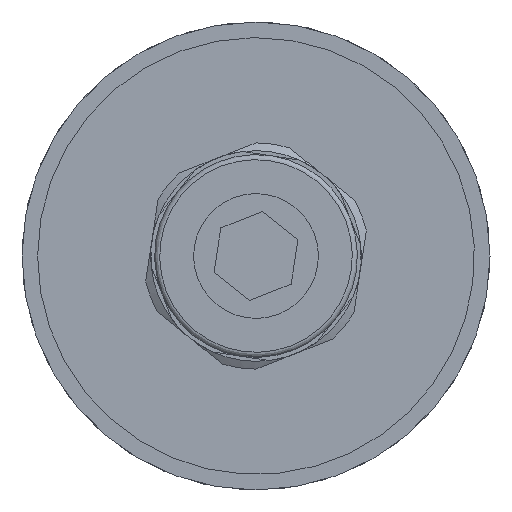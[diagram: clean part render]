
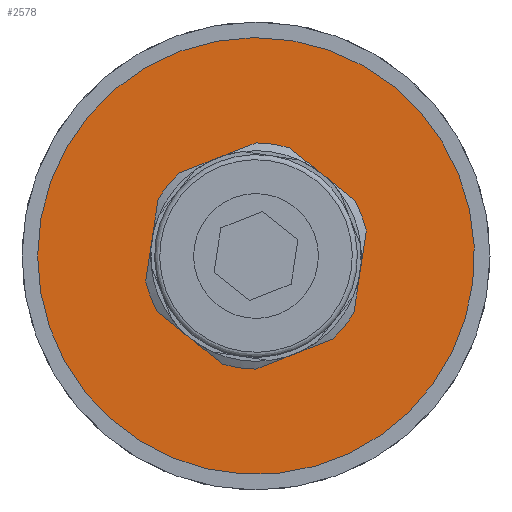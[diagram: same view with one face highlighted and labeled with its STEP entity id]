
A CAD part, left-side view. The second image highlights one B-rep face of the part: STEP entity #2578.
In plain terms, the highlighted planar face has unit normal (-1, 0, 0).
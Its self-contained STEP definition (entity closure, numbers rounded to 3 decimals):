
#1197=CARTESIAN_POINT('',(0.,-6.673,-1.014));
#1198=VERTEX_POINT('',#1197);
#1212=CARTESIAN_POINT('',(0.,-4.215,5.272));
#1213=VERTEX_POINT('',#1212);
#1214=CARTESIAN_POINT('',(0.,0.,0.));
#1215=DIRECTION('',(1.0,0.,0.));
#1216=DIRECTION('',(0.,-0.364,-0.931));
#1217=AXIS2_PLACEMENT_3D('',#1214,#1215,#1216);
#1218=CIRCLE('',#1217,6.75);
#1219=EDGE_CURVE('',#1213,#1198,#1218,.T.);
#1253=CARTESIAN_POINT('',(0.,-2.458,-6.286));
#1254=VERTEX_POINT('',#1253);
#1268=CARTESIAN_POINT('',(0.,0.,0.));
#1269=DIRECTION('',(1.0,0.,0.));
#1270=DIRECTION('',(0.,-0.364,-0.931));
#1271=AXIS2_PLACEMENT_3D('',#1268,#1269,#1270);
#1272=CIRCLE('',#1271,6.75);
#1273=EDGE_CURVE('',#1198,#1254,#1272,.T.);
#1307=CARTESIAN_POINT('',(0.,4.215,-5.272));
#1308=VERTEX_POINT('',#1307);
#1322=CARTESIAN_POINT('',(0.,0.,0.));
#1323=DIRECTION('',(1.0,0.,0.));
#1324=DIRECTION('',(0.,-0.364,-0.931));
#1325=AXIS2_PLACEMENT_3D('',#1322,#1323,#1324);
#1326=CIRCLE('',#1325,6.75);
#1327=EDGE_CURVE('',#1254,#1308,#1326,.T.);
#1383=CARTESIAN_POINT('',(0.,6.673,1.014));
#1384=VERTEX_POINT('',#1383);
#1398=CARTESIAN_POINT('',(0.,0.,0.));
#1399=DIRECTION('',(1.0,0.,0.));
#1400=DIRECTION('',(0.,-0.364,-0.931));
#1401=AXIS2_PLACEMENT_3D('',#1398,#1399,#1400);
#1402=CIRCLE('',#1401,6.75);
#1403=EDGE_CURVE('',#1308,#1384,#1402,.T.);
#1437=CARTESIAN_POINT('',(0.,2.458,6.286));
#1438=VERTEX_POINT('',#1437);
#1452=CARTESIAN_POINT('',(0.,0.,0.));
#1453=DIRECTION('',(1.0,0.,0.));
#1454=DIRECTION('',(0.,-0.364,-0.931));
#1455=AXIS2_PLACEMENT_3D('',#1452,#1453,#1454);
#1456=CIRCLE('',#1455,6.75);
#1457=EDGE_CURVE('',#1384,#1438,#1456,.T.);
#1504=CARTESIAN_POINT('',(0.,0.,0.));
#1505=DIRECTION('',(1.0,0.,0.));
#1506=DIRECTION('',(0.,-0.364,-0.931));
#1507=AXIS2_PLACEMENT_3D('',#1504,#1505,#1506);
#1508=CIRCLE('',#1507,6.75);
#1509=EDGE_CURVE('',#1438,#1213,#1508,.T.);
#2545=CARTESIAN_POINT('',(0.,-6.35,7.758));
#2546=DIRECTION('',(-1.0,0.0,0.0));
#2547=DIRECTION('',(0.0,-0.774,-0.633));
#2548=AXIS2_PLACEMENT_3D('',#2545,#2546,#2547);
#2549=PLANE('',#2548);
#2550=CARTESIAN_POINT('',(0.,-8.868,10.833));
#2551=VERTEX_POINT('',#2550);
#2552=CARTESIAN_POINT('',(0.0,14.,0.0));
#2553=VERTEX_POINT('',#2552);
#2554=CARTESIAN_POINT('',(0.,0.,0.0));
#2555=DIRECTION('',(1.0,0.0,0.0));
#2556=DIRECTION('',(0.0,1.0,0.0));
#2557=AXIS2_PLACEMENT_3D('',#2554,#2555,#2556);
#2558=CIRCLE('',#2557,14.);
#2559=EDGE_CURVE('',#2551,#2553,#2558,.T.);
#2560=ORIENTED_EDGE('',*,*,#2559,.F.);
#2561=CARTESIAN_POINT('',(0.,0.,0.0));
#2562=DIRECTION('',(1.0,0.0,0.0));
#2563=DIRECTION('',(0.0,1.0,0.0));
#2564=AXIS2_PLACEMENT_3D('',#2561,#2562,#2563);
#2565=CIRCLE('',#2564,14.);
#2566=EDGE_CURVE('',#2553,#2551,#2565,.T.);
#2567=ORIENTED_EDGE('',*,*,#2566,.F.);
#2568=EDGE_LOOP('',(#2560,#2567));
#2569=FACE_OUTER_BOUND('',#2568,.T.);
#2570=ORIENTED_EDGE('',*,*,#1219,.T.);
#2571=ORIENTED_EDGE('',*,*,#1273,.T.);
#2572=ORIENTED_EDGE('',*,*,#1327,.T.);
#2573=ORIENTED_EDGE('',*,*,#1403,.T.);
#2574=ORIENTED_EDGE('',*,*,#1457,.T.);
#2575=ORIENTED_EDGE('',*,*,#1509,.T.);
#2576=EDGE_LOOP('',(#2570,#2571,#2572,#2573,#2574,#2575));
#2577=FACE_BOUND('',#2576,.T.);
#2578=ADVANCED_FACE('',(#2569,#2577),#2549,.T.);
